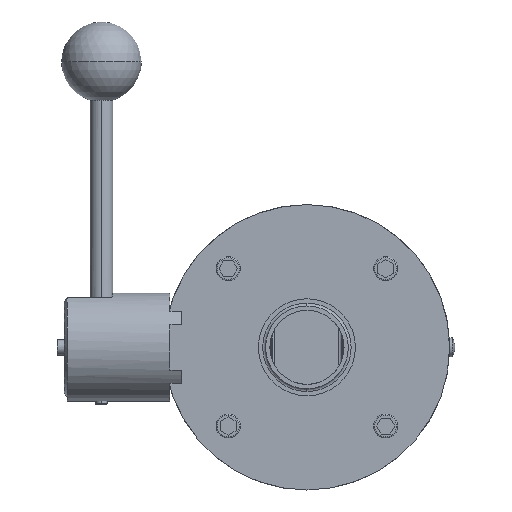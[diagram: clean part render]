
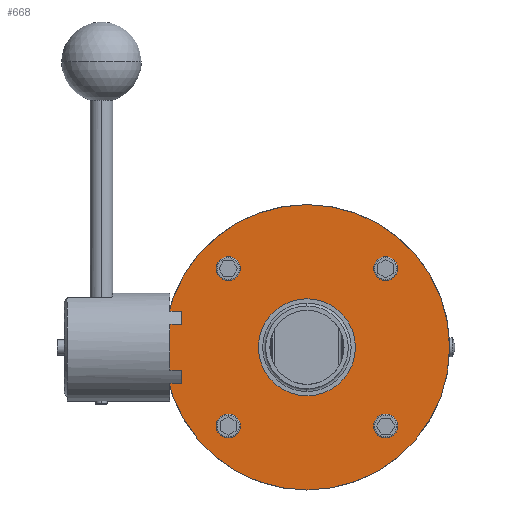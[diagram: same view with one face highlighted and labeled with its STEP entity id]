
A CAD part, left-side view. The second image highlights one B-rep face of the part: STEP entity #668.
In plain terms, the highlighted planar face has unit normal (-1, 0, 0).
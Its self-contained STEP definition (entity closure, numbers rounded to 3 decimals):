
#189 = CIRCLE ( 'NONE', #3900, 4.2 ) ;
#191 = CIRCLE ( 'NONE', #300, 50. ) ;
#213 = EDGE_CURVE ( 'NONE', #3947, #2280, #3330, .T. ) ;
#222 = DIRECTION ( 'NONE',  ( 0., 0., -1. ) ) ;
#259 = ORIENTED_EDGE ( 'NONE', *, *, #1026, .F. ) ;
#296 = DIRECTION ( 'NONE',  ( 0., 0., -1. ) ) ;
#300 = AXIS2_PLACEMENT_3D ( 'NONE', #6590, #5878, #5368 ) ;
#309 = EDGE_LOOP ( 'NONE', ( #2196, #1175 ) ) ;
#335 = CARTESIAN_POINT ( 'NONE',  ( -14.25, -27.577, 27.577 ) ) ;
#357 = EDGE_CURVE ( 'NONE', #1056, #6051, #1926, .T. ) ;
#444 = DIRECTION ( 'NONE',  ( 0., 0., -1. ) ) ;
#463 = FACE_BOUND ( 'NONE', #309, .T. ) ;
#548 = ORIENTED_EDGE ( 'NONE', *, *, #6128, .F. ) ;
#630 = EDGE_LOOP ( 'NONE', ( #5134, #5126 ) ) ;
#668 = ADVANCED_FACE ( 'NONE', ( #5981, #3475, #5544, #463, #2484, #4542 ), #2003, .F. ) ;
#689 = AXIS2_PLACEMENT_3D ( 'NONE', #5335, #5907, #5872 ) ;
#733 = EDGE_LOOP ( 'NONE', ( #1283, #1975 ) ) ;
#832 = EDGE_CURVE ( 'NONE', #1255, #5261, #2540, .T. ) ;
#864 = EDGE_CURVE ( 'NONE', #6051, #1056, #1789, .T. ) ;
#866 = AXIS2_PLACEMENT_3D ( 'NONE', #4057, #6113, #1512 ) ;
#872 = CIRCLE ( 'NONE', #5031, 4.2 ) ;
#890 = VERTEX_POINT ( 'NONE', #3681 ) ;
#1026 = EDGE_CURVE ( 'NONE', #2494, #4662, #872, .T. ) ;
#1044 = DIRECTION ( 'NONE',  ( -1., 0., 0. ) ) ;
#1056 = VERTEX_POINT ( 'NONE', #2880 ) ;
#1127 = AXIS2_PLACEMENT_3D ( 'NONE', #4571, #1547, #6185 ) ;
#1175 = ORIENTED_EDGE ( 'NONE', *, *, #213, .F. ) ;
#1216 = DIRECTION ( 'NONE',  ( -1., 0., 0. ) ) ;
#1255 = VERTEX_POINT ( 'NONE', #2573 ) ;
#1283 = ORIENTED_EDGE ( 'NONE', *, *, #357, .F. ) ;
#1305 = CIRCLE ( 'NONE', #4736, 4.2 ) ;
#1512 = DIRECTION ( 'NONE',  ( 0., 0., 1. ) ) ;
#1524 = EDGE_LOOP ( 'NONE', ( #259, #2305 ) ) ;
#1531 = EDGE_CURVE ( 'NONE', #5261, #1255, #6257, .T. ) ;
#1545 = CARTESIAN_POINT ( 'NONE',  ( -14.25, 0., -17. ) ) ;
#1547 = DIRECTION ( 'NONE',  ( -1., 0., 0. ) ) ;
#1645 = AXIS2_PLACEMENT_3D ( 'NONE', #1767, #4871, #296 ) ;
#1706 = CARTESIAN_POINT ( 'NONE',  ( -14.25, 0., 0. ) ) ;
#1767 = CARTESIAN_POINT ( 'NONE',  ( -14.25, -27.577, -27.577 ) ) ;
#1780 = DIRECTION ( 'NONE',  ( 0., 0., -1. ) ) ;
#1789 = CIRCLE ( 'NONE', #5129, 17. ) ;
#1883 = DIRECTION ( 'NONE',  ( 0., 0., -1. ) ) ;
#1926 = CIRCLE ( 'NONE', #1127, 17. ) ;
#1952 = CARTESIAN_POINT ( 'NONE',  ( -14.25, -27.577, -27.577 ) ) ;
#1975 = ORIENTED_EDGE ( 'NONE', *, *, #864, .F. ) ;
#1984 = CARTESIAN_POINT ( 'NONE',  ( -14.25, 27.577, 23.377 ) ) ;
#2003 = PLANE ( 'NONE',  #866 ) ;
#2020 = AXIS2_PLACEMENT_3D ( 'NONE', #2668, #5098, #6096 ) ;
#2170 = AXIS2_PLACEMENT_3D ( 'NONE', #5894, #1216, #4851 ) ;
#2196 = ORIENTED_EDGE ( 'NONE', *, *, #4729, .F. ) ;
#2280 = VERTEX_POINT ( 'NONE', #5199 ) ;
#2305 = ORIENTED_EDGE ( 'NONE', *, *, #4566, .F. ) ;
#2385 = EDGE_CURVE ( 'NONE', #5266, #6162, #5393, .T. ) ;
#2484 = FACE_OUTER_BOUND ( 'NONE', #3139, .T. ) ;
#2494 = VERTEX_POINT ( 'NONE', #5516 ) ;
#2513 = CARTESIAN_POINT ( 'NONE',  ( -14.25, 0., -50. ) ) ;
#2540 = CIRCLE ( 'NONE', #4703, 4.2 ) ;
#2573 = CARTESIAN_POINT ( 'NONE',  ( -14.25, -27.577, -31.777 ) ) ;
#2615 = ORIENTED_EDGE ( 'NONE', *, *, #2385, .T. ) ;
#2668 = CARTESIAN_POINT ( 'NONE',  ( -14.25, 27.577, -27.577 ) ) ;
#2725 = ORIENTED_EDGE ( 'NONE', *, *, #3905, .F. ) ;
#2805 = AXIS2_PLACEMENT_3D ( 'NONE', #4351, #5225, #1780 ) ;
#2880 = CARTESIAN_POINT ( 'NONE',  ( -14.25, 0., 17. ) ) ;
#2959 = CARTESIAN_POINT ( 'NONE',  ( -14.25, 27.577, 27.577 ) ) ;
#3095 = CARTESIAN_POINT ( 'NONE',  ( -14.25, 0., 50. ) ) ;
#3139 = EDGE_LOOP ( 'NONE', ( #2615, #4891 ) ) ;
#3330 = CIRCLE ( 'NONE', #2805, 4.2 ) ;
#3429 = DIRECTION ( 'NONE',  ( -1., 0., 0. ) ) ;
#3475 = FACE_BOUND ( 'NONE', #5785, .T. ) ;
#3595 = CARTESIAN_POINT ( 'NONE',  ( -14.25, -27.577, -23.377 ) ) ;
#3681 = CARTESIAN_POINT ( 'NONE',  ( -14.25, -27.577, 31.777 ) ) ;
#3834 = VERTEX_POINT ( 'NONE', #6059 ) ;
#3900 = AXIS2_PLACEMENT_3D ( 'NONE', #5611, #1044, #5144 ) ;
#3905 = EDGE_CURVE ( 'NONE', #3834, #890, #1305, .T. ) ;
#3947 = VERTEX_POINT ( 'NONE', #5729 ) ;
#4057 = CARTESIAN_POINT ( 'NONE',  ( -14.25, 50., 0. ) ) ;
#4351 = CARTESIAN_POINT ( 'NONE',  ( -14.25, 27.577, -27.577 ) ) ;
#4542 = FACE_BOUND ( 'NONE', #733, .T. ) ;
#4566 = EDGE_CURVE ( 'NONE', #4662, #2494, #6434, .T. ) ;
#4571 = CARTESIAN_POINT ( 'NONE',  ( -14.25, 0., 0. ) ) ;
#4662 = VERTEX_POINT ( 'NONE', #1984 ) ;
#4703 = AXIS2_PLACEMENT_3D ( 'NONE', #1952, #3429, #1883 ) ;
#4729 = EDGE_CURVE ( 'NONE', #2280, #3947, #6212, .T. ) ;
#4732 = DIRECTION ( 'NONE',  ( -1., 0., 0. ) ) ;
#4736 = AXIS2_PLACEMENT_3D ( 'NONE', #335, #4732, #222 ) ;
#4851 = DIRECTION ( 'NONE',  ( 0., 0., 1. ) ) ;
#4871 = DIRECTION ( 'NONE',  ( -1., 0., 0. ) ) ;
#4891 = ORIENTED_EDGE ( 'NONE', *, *, #6408, .T. ) ;
#5028 = DIRECTION ( 'NONE',  ( -1., 0., 0. ) ) ;
#5031 = AXIS2_PLACEMENT_3D ( 'NONE', #2959, #5028, #444 ) ;
#5098 = DIRECTION ( 'NONE',  ( -1., 0., 0. ) ) ;
#5126 = ORIENTED_EDGE ( 'NONE', *, *, #832, .F. ) ;
#5129 = AXIS2_PLACEMENT_3D ( 'NONE', #1706, #5268, #6177 ) ;
#5134 = ORIENTED_EDGE ( 'NONE', *, *, #1531, .F. ) ;
#5144 = DIRECTION ( 'NONE',  ( 0., 0., -1. ) ) ;
#5199 = CARTESIAN_POINT ( 'NONE',  ( -14.25, 27.577, -23.377 ) ) ;
#5225 = DIRECTION ( 'NONE',  ( -1., 0., 0. ) ) ;
#5261 = VERTEX_POINT ( 'NONE', #3595 ) ;
#5266 = VERTEX_POINT ( 'NONE', #3095 ) ;
#5268 = DIRECTION ( 'NONE',  ( -1., 0., 0. ) ) ;
#5335 = CARTESIAN_POINT ( 'NONE',  ( -14.25, 27.577, 27.577 ) ) ;
#5368 = DIRECTION ( 'NONE',  ( 0., 0., 1. ) ) ;
#5393 = CIRCLE ( 'NONE', #2170, 50. ) ;
#5516 = CARTESIAN_POINT ( 'NONE',  ( -14.25, 27.577, 31.777 ) ) ;
#5544 = FACE_BOUND ( 'NONE', #630, .T. ) ;
#5611 = CARTESIAN_POINT ( 'NONE',  ( -14.25, -27.577, 27.577 ) ) ;
#5729 = CARTESIAN_POINT ( 'NONE',  ( -14.25, 27.577, -31.777 ) ) ;
#5785 = EDGE_LOOP ( 'NONE', ( #548, #2725 ) ) ;
#5872 = DIRECTION ( 'NONE',  ( 0., 0., -1. ) ) ;
#5878 = DIRECTION ( 'NONE',  ( -1., 0., 0. ) ) ;
#5894 = CARTESIAN_POINT ( 'NONE',  ( -14.25, 0., 0. ) ) ;
#5907 = DIRECTION ( 'NONE',  ( -1., 0., 0. ) ) ;
#5981 = FACE_BOUND ( 'NONE', #1524, .T. ) ;
#6051 = VERTEX_POINT ( 'NONE', #1545 ) ;
#6059 = CARTESIAN_POINT ( 'NONE',  ( -14.25, -27.577, 23.377 ) ) ;
#6096 = DIRECTION ( 'NONE',  ( 0., 0., -1. ) ) ;
#6113 = DIRECTION ( 'NONE',  ( 1., 0., 0. ) ) ;
#6128 = EDGE_CURVE ( 'NONE', #890, #3834, #189, .T. ) ;
#6162 = VERTEX_POINT ( 'NONE', #2513 ) ;
#6177 = DIRECTION ( 'NONE',  ( 0., 0., 1. ) ) ;
#6185 = DIRECTION ( 'NONE',  ( 0., 0., 1. ) ) ;
#6212 = CIRCLE ( 'NONE', #2020, 4.2 ) ;
#6257 = CIRCLE ( 'NONE', #1645, 4.2 ) ;
#6408 = EDGE_CURVE ( 'NONE', #6162, #5266, #191, .T. ) ;
#6434 = CIRCLE ( 'NONE', #689, 4.2 ) ;
#6590 = CARTESIAN_POINT ( 'NONE',  ( -14.25, 0., 0. ) ) ;
